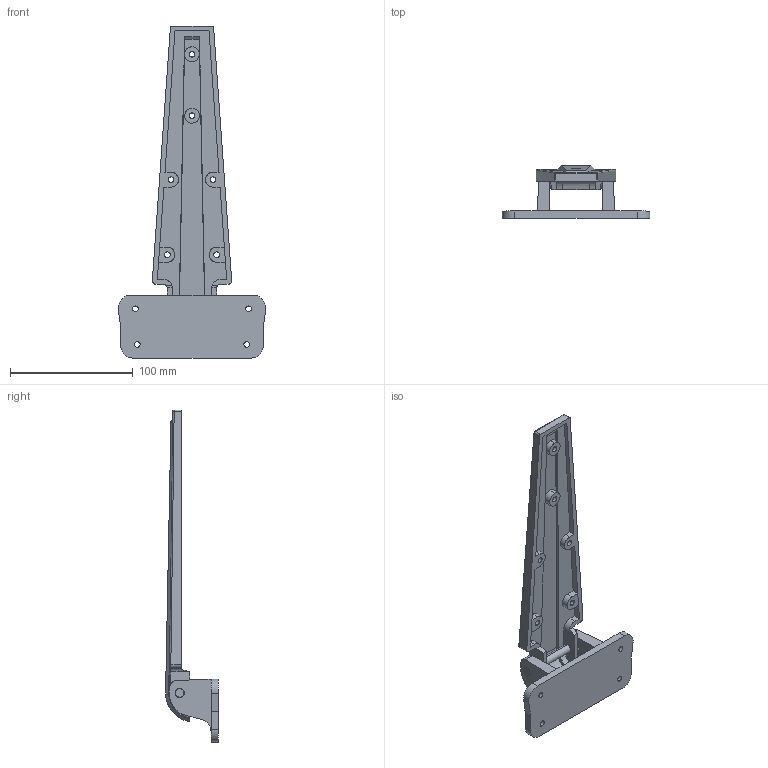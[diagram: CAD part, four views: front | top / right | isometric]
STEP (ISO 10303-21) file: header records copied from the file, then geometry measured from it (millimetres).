
FILE_DESCRIPTION (( 'STEP AP203' ), '1' );
FILE_NAME ('FB-1726-2.STEP', '2019-05-14T02:04:43', ( '' ), ( '' ), 'SwSTEP 2.0', 'SolidWorks 2014', '' );
FILE_SCHEMA (( 'CONFIG_CONTROL_DESIGN' ));
Length unit declared in the file: millimetre
Products named in the file (5): FB-1726-2台座; FB-1726-2_平座金; FB-1726-2羽_; FB-1726-2; FB-1726-2ピン_
Assembly tree (5 placements, depth 2):
  FB-1726-2
    FB-1726-2台座
    FB-1726-2羽_
    FB-1726-2ピン_
    FB-1726-2_平座金  x2
Bounding box: 119.98 x 43 x 270 mm (x, y, z)
Volume: 120601.8 mm3; surface area: 56887 mm2
Topology: 5 solids, 5 shells, 204 faces, 508 edges, 316 vertices
Faces by surface type: cylinder 102, plane 70, cone 20, bspline 8, torus 2, sphere 2
Entity records: 6993 total; most frequent: CARTESIAN_POINT 1792, ORIENTED_EDGE 992, DIRECTION 958, EDGE_CURVE 496, AXIS2_PLACEMENT_3D 343, VERTEX_POINT 308, VECTOR 272, LINE 272
